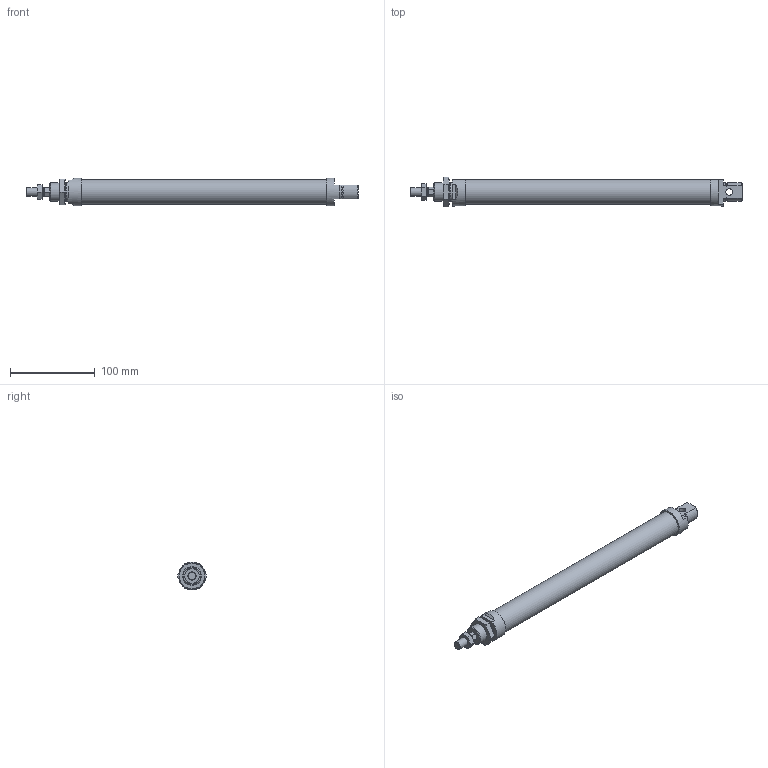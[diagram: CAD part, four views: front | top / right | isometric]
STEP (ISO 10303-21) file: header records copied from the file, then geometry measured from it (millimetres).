
FILE_DESCRIPTION(/* description */ ('STEP AP203'),/* implementation_level */ '2;1');
FILE_NAME(/* name */ '1260.25.250.E.M(0)',/* time_stamp */ '2023-07-26T14:31:16+02:00',/* author */ ('License CC BY-ND 4.0'),/* organization */ ('CADENAS'),/* preprocessor_version */ 'ST-DEVELOPER v19.3',/* originating_system */ 'PARTsolutions',/* authorisation */ ' ');
FILE_SCHEMA (('CONFIG_CONTROL_DESIGN'));
Length unit declared in the file: millimetre
Products named in the file (7): 1260.25.250.E.M(0); n_iso_6432_25; rod_iso_6432_25360EM250; rh_iso_6432_253; 1200.25.05; fh_iso_6432_253; barrel_iso_6432_25360EM250
Assembly tree (6 placements, depth 2):
  1260.25.250.E.M(0)
    n_iso_6432_25
    rod_iso_6432_25360EM250
    rh_iso_6432_253
    1200.25.05
    fh_iso_6432_253
    barrel_iso_6432_25360EM250
Bounding box: 391 x 34.64 x 32.96 mm (x, y, z)
Volume: 176885.4 mm3; surface area: 72895.8 mm2
Topology: 6 solids, 6 shells, 115 faces, 256 edges, 159 vertices
Faces by surface type: plane 54, cone 40, cylinder 21
Full cylindrical faces by diameter (mm): 8 x1, 8.566 x2, 8.647 x1, 8.8 x1, 10 x1, 20 x2, 20.3 x1, 20.376 x1, 22 x2, 29 x1
Entity records: 3290 total; most frequent: CARTESIAN_POINT 692, DIRECTION 500, ORIENTED_EDGE 464, EDGE_CURVE 232, AXIS2_PLACEMENT_3D 206, VERTEX_POINT 158, EDGE_LOOP 154, FACE_BOUND 154
